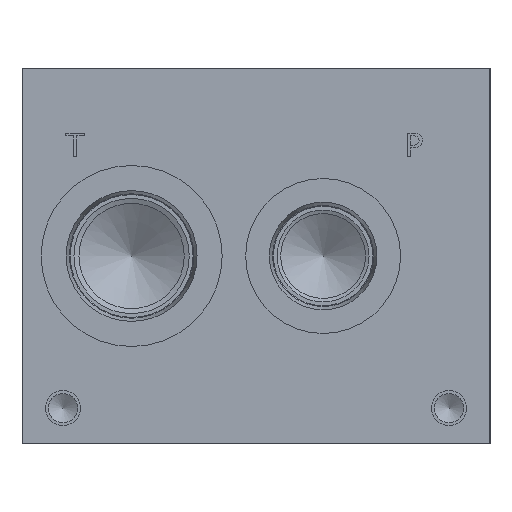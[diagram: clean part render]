
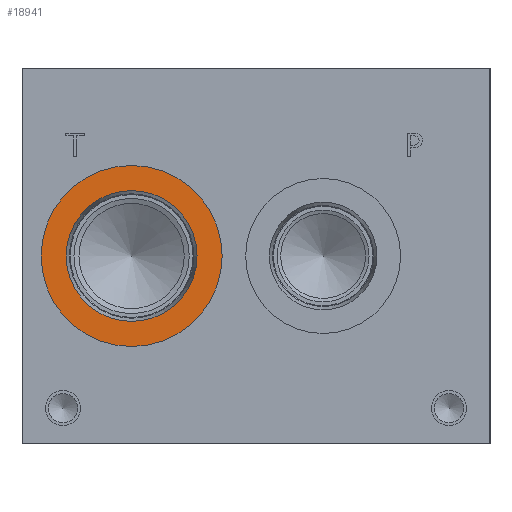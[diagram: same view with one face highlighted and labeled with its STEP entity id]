
A CAD part, left-side view. The second image highlights one B-rep face of the part: STEP entity #18941.
In plain terms, the highlighted planar face has unit normal (-1, 0, 0).
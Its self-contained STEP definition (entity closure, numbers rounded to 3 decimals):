
#401=CIRCLE('',#19839,24.562);
#402=CIRCLE('',#19840,24.562);
#403=CIRCLE('',#19842,17.755);
#404=CIRCLE('',#19843,17.755);
#1016=FACE_BOUND('',#3583,.T.);
#2480=FACE_OUTER_BOUND('',#3582,.T.);
#3582=EDGE_LOOP('',(#15515,#15516));
#3583=EDGE_LOOP('',(#15517,#15518));
#8509=VERTEX_POINT('',#31875);
#8510=VERTEX_POINT('',#31877);
#8511=VERTEX_POINT('',#31881);
#8512=VERTEX_POINT('',#31882);
#10994=EDGE_CURVE('',#8509,#8510,#401,.T.);
#10995=EDGE_CURVE('',#8510,#8509,#402,.T.);
#10996=EDGE_CURVE('',#8511,#8512,#403,.T.);
#10997=EDGE_CURVE('',#8512,#8511,#404,.T.);
#15515=ORIENTED_EDGE('',*,*,#10995,.F.);
#15516=ORIENTED_EDGE('',*,*,#10994,.F.);
#15517=ORIENTED_EDGE('',*,*,#10996,.T.);
#15518=ORIENTED_EDGE('',*,*,#10997,.T.);
#17564=PLANE('',#19841);
#18941=ADVANCED_FACE('',(#2480,#1016),#17564,.F.);
#19839=AXIS2_PLACEMENT_3D('',#31878,#23169,#23170);
#19840=AXIS2_PLACEMENT_3D('',#31879,#23171,#23172);
#19841=AXIS2_PLACEMENT_3D('',#31880,#23173,#23174);
#19842=AXIS2_PLACEMENT_3D('',#31883,#23175,#23176);
#19843=AXIS2_PLACEMENT_3D('',#31884,#23177,#23178);
#23169=DIRECTION('center_axis',(1.,0.,0.));
#23170=DIRECTION('ref_axis',(0.,0.,-1.));
#23171=DIRECTION('center_axis',(1.,0.,0.));
#23172=DIRECTION('ref_axis',(0.,0.,-1.));
#23173=DIRECTION('center_axis',(1.,0.,0.));
#23174=DIRECTION('ref_axis',(0.,0.,-1.));
#23175=DIRECTION('center_axis',(1.,0.,0.));
#23176=DIRECTION('ref_axis',(0.,0.,-1.));
#23177=DIRECTION('center_axis',(1.,0.,0.));
#23178=DIRECTION('ref_axis',(0.,0.,-1.));
#31875=CARTESIAN_POINT('',(0.787,97.257,26.238));
#31877=CARTESIAN_POINT('',(0.787,97.257,75.362));
#31878=CARTESIAN_POINT('Origin',(0.787,97.257,50.8));
#31879=CARTESIAN_POINT('Origin',(0.787,97.257,50.8));
#31880=CARTESIAN_POINT('Origin',(0.787,97.257,68.555));
#31881=CARTESIAN_POINT('',(0.787,97.257,68.555));
#31882=CARTESIAN_POINT('',(0.787,97.257,33.045));
#31883=CARTESIAN_POINT('Origin',(0.787,97.257,50.8));
#31884=CARTESIAN_POINT('Origin',(0.787,97.257,50.8));
